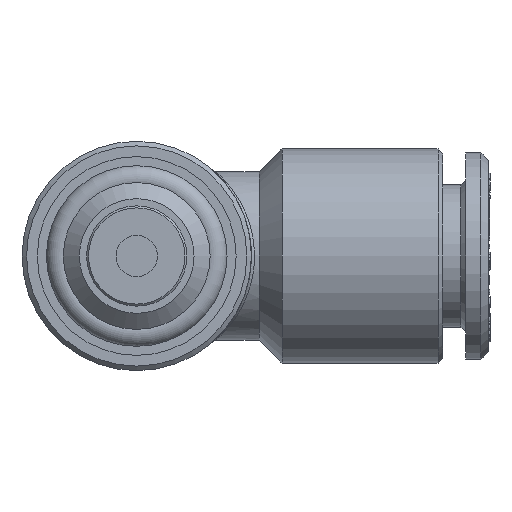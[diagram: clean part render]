
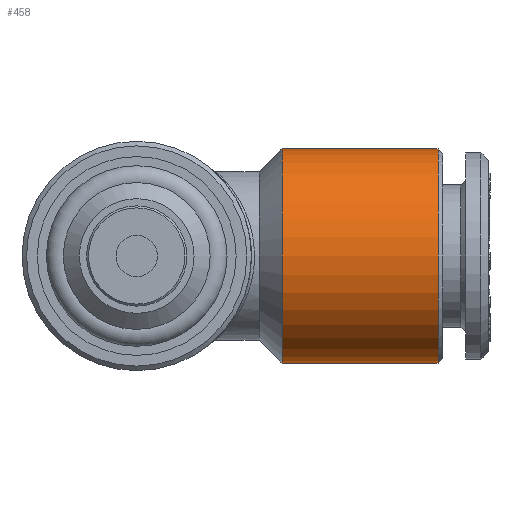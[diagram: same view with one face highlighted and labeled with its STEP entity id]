
A CAD part, front view. The second image highlights one B-rep face of the part: STEP entity #458.
In plain terms, the highlighted cylindrical face has radius 7 mm (diameter 14 mm), a full revolution.
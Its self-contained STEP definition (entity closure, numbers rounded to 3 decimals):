
#458 = ADVANCED_FACE( 'NONE', ( #1071, #1072 ), #1073, .T. );
#1071 = FACE_OUTER_BOUND( '', #2519, .T. );
#1072 = FACE_OUTER_BOUND( '', #2520, .T. );
#1073 = CYLINDRICAL_SURFACE( '', #2521, 7. );
#2519 = EDGE_LOOP( '', ( #5402 ) );
#2520 = EDGE_LOOP( '', ( #5403 ) );
#2521 = AXIS2_PLACEMENT_3D( '', #5404, #5405, #5406 );
#5402 = ORIENTED_EDGE( '', *, *, #7007, .T. );
#5403 = ORIENTED_EDGE( '', *, *, #7008, .F. );
#5404 = CARTESIAN_POINT( '', ( -5.577, 15.4, 0. ) );
#5405 = DIRECTION( '', ( -1., 0., 0. ) );
#5406 = DIRECTION( '', ( 0., 0., 1. ) );
#7007 = EDGE_CURVE( 'NONE', #8046, #8046, #8047, .T. );
#7008 = EDGE_CURVE( 'NONE', #8048, #8048, #8049, .T. );
#8046 = VERTEX_POINT( '', #10584 );
#8047 = CIRCLE( '', #10585, 7. );
#8048 = VERTEX_POINT( '', #10586 );
#8049 = CIRCLE( '', #10587, 7. );
#10584 = CARTESIAN_POINT( '', ( 19.7, 15.4, 7. ) );
#10585 = AXIS2_PLACEMENT_3D( '', #12755, #12756, #12757 );
#10586 = CARTESIAN_POINT( '', ( 9.5, 15.4, 7. ) );
#10587 = AXIS2_PLACEMENT_3D( '', #12758, #12759, #12760 );
#12755 = CARTESIAN_POINT( '', ( 19.7, 15.4, 0. ) );
#12756 = DIRECTION( '', ( -1., 0., 0. ) );
#12757 = DIRECTION( '', ( 0., 0., 1. ) );
#12758 = CARTESIAN_POINT( '', ( 9.5, 15.4, 0. ) );
#12759 = DIRECTION( '', ( -1., 0., 0. ) );
#12760 = DIRECTION( '', ( 0., 0., 1. ) );
